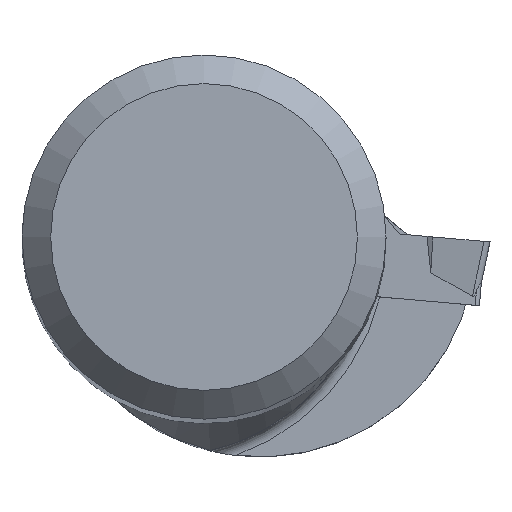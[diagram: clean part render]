
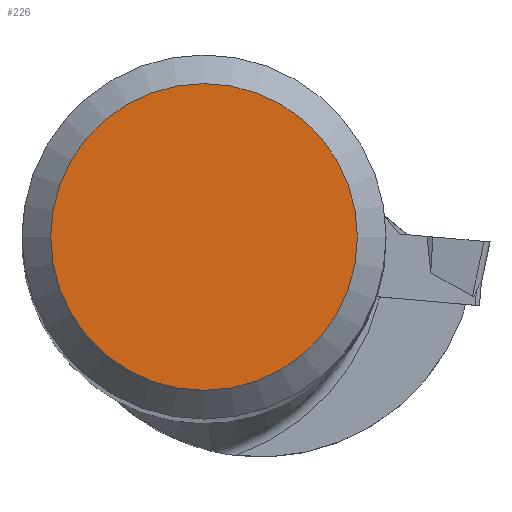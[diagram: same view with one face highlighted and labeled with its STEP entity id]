
A CAD part, top view. The second image highlights one B-rep face of the part: STEP entity #226.
In plain terms, the highlighted planar face has unit normal (0, 0, 1).
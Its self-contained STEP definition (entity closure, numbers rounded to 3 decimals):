
#226=ADVANCED_FACE('',(#321),#285,.F.);
#285=PLANE('',#1415);
#321=FACE_OUTER_BOUND('',#388,.T.);
#388=EDGE_LOOP('',(#563));
#457=CIRCLE('',#1414,10.7);
#563=ORIENTED_EDGE('',*,*,#1031,.T.);
#892=VERTEX_POINT('',#2063);
#1031=EDGE_CURVE('',#892,#892,#457,.T.);
#1414=AXIS2_PLACEMENT_3D('',#2062,#1588,#1589);
#1415=AXIS2_PLACEMENT_3D('',#2064,#1590,#1591);
#1588=DIRECTION('',(0.,0.,1.));
#1589=DIRECTION('',(0.,1.,0.));
#1590=DIRECTION('',(0.,0.,-1.));
#1591=DIRECTION('',(0.,1.,0.));
#2062=CARTESIAN_POINT('',(0.,0.,0.));
#2063=CARTESIAN_POINT('',(0.,10.7,0.));
#2064=CARTESIAN_POINT('',(0.,0.,0.));
